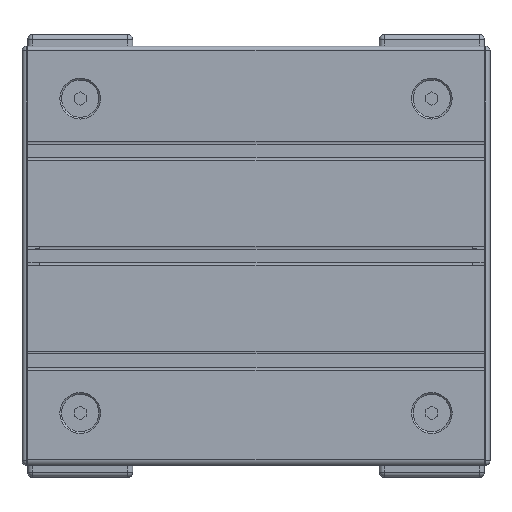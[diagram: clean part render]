
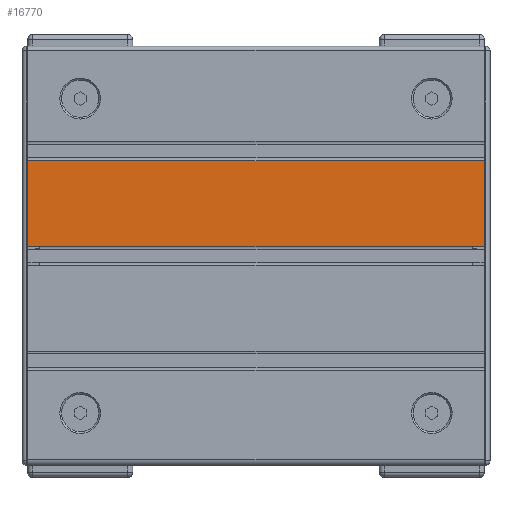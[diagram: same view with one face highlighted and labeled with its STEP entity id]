
A CAD part, top view. The second image highlights one B-rep face of the part: STEP entity #16770.
In plain terms, the highlighted face is planar.
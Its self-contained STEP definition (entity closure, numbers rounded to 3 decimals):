
#1573=LINE($,#29139,#2904);
#1670=LINE($,#29360,#3001);
#1674=LINE($,#29369,#3005);
#1675=LINE($,#29370,#3006);
#2904=VECTOR($,#22768,36.8);
#3001=VECTOR($,#22985,196.);
#3005=VECTOR($,#22995,36.8);
#3006=VECTOR($,#22996,196.);
#3788=PLANE($,#18555);
#5197=FACE_OUTER_BOUND($,#6297,.T.);
#6297=EDGE_LOOP($,(#14672,#14673,#14674,#14675));
#8381=VERTEX_POINT($,#29136);
#8382=VERTEX_POINT($,#29138);
#8446=VERTEX_POINT($,#29358);
#8448=VERTEX_POINT($,#29368);
#10484=EDGE_CURVE($,#8381,#8382,#1573,.T.);
#10594=EDGE_CURVE($,#8381,#8446,#1670,.T.);
#10598=EDGE_CURVE($,#8446,#8448,#1674,.T.);
#10599=EDGE_CURVE($,#8448,#8382,#1675,.T.);
#14672=ORIENTED_EDGE($,*,*,#10594,.T.);
#14673=ORIENTED_EDGE($,*,*,#10598,.T.);
#14674=ORIENTED_EDGE($,*,*,#10599,.T.);
#14675=ORIENTED_EDGE($,*,*,#10484,.F.);
#16770=ADVANCED_FACE($,(#5197),#3788,.T.);
#18555=AXIS2_PLACEMENT_3D($,#29367,#22993,#22994);
#22768=DIRECTION($,(-1.,0.,0.));
#22985=DIRECTION($,(0.,0.,1.));
#22993=DIRECTION('center_axis',(0.,-1.,0.));
#22994=DIRECTION('ref_axis',(0.,0.,-1.));
#22995=DIRECTION($,(-1.,0.,0.));
#22996=DIRECTION($,(0.,0.,-1.));
#29136=CARTESIAN_POINT('',(40.9,-9.25,0.));
#29138=CARTESIAN_POINT('',(4.1,-9.25,0.));
#29139=CARTESIAN_POINT($,(-24.55,-9.25,0.));
#29358=CARTESIAN_POINT('',(40.9,-9.25,196.));
#29360=CARTESIAN_POINT($,(40.9,-9.25,0.));
#29367=CARTESIAN_POINT('Origin',(-49.1,-9.25,0.));
#29368=CARTESIAN_POINT('',(4.1,-9.25,196.));
#29369=CARTESIAN_POINT($,(-24.55,-9.25,196.));
#29370=CARTESIAN_POINT($,(4.1,-9.25,0.));
